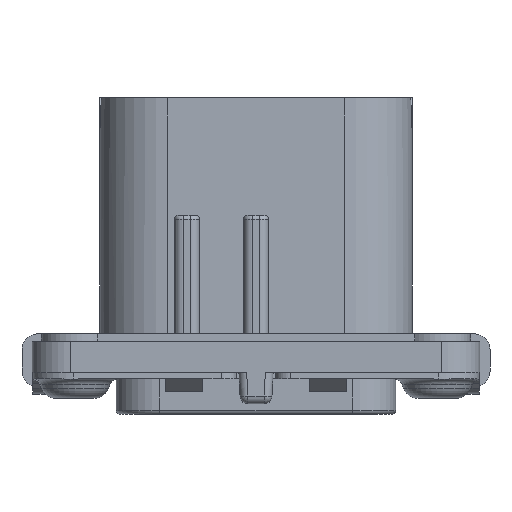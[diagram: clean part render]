
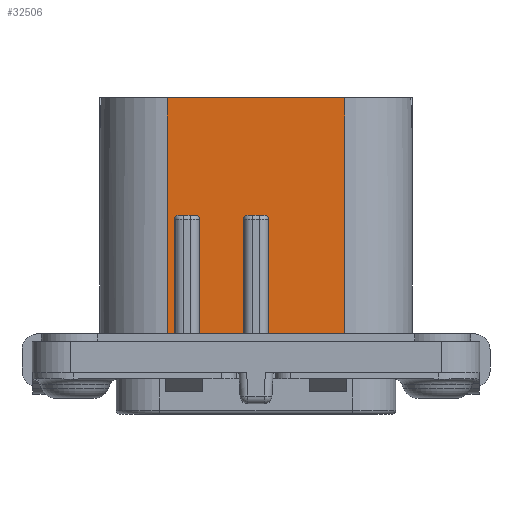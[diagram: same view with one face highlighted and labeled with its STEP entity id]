
A CAD part, front view. The second image highlights one B-rep face of the part: STEP entity #32506.
In plain terms, the highlighted planar face has unit normal (0, -1, 0).
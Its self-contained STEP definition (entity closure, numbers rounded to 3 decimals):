
#1463=DIRECTION('',(1.,0.,0.));
#1464=VECTOR('',#1463,4.9);
#1465=CARTESIAN_POINT('',(0.8,-9.,2.));
#1466=LINE('',#1465,#1464);
#1607=DIRECTION('',(1.,0.,0.));
#1608=VECTOR('',#1607,11.4);
#1609=CARTESIAN_POINT('',(-5.7,-9.,17.67));
#1610=LINE('',#1609,#1608);
#7555=DIRECTION('',(0.,0.,1.));
#7556=VECTOR('',#7555,7.87);
#7557=CARTESIAN_POINT('',(0.8,-9.,2.));
#7558=LINE('',#7557,#7556);
#7559=DIRECTION('',(1.,0.,0.));
#7560=VECTOR('',#7559,1.1);
#7561=CARTESIAN_POINT('',(-0.55,-9.,10.12));
#7562=LINE('',#7561,#7560);
#7563=DIRECTION('',(0.,0.,1.));
#7564=VECTOR('',#7563,7.87);
#7565=CARTESIAN_POINT('',(-0.8,-9.,2.));
#7566=LINE('',#7565,#7564);
#7567=DIRECTION('',(0.,0.,1.));
#7568=VECTOR('',#7567,7.87);
#7569=CARTESIAN_POINT('',(-3.65,-9.,2.));
#7570=LINE('',#7569,#7568);
#7571=DIRECTION('',(1.,0.,0.));
#7572=VECTOR('',#7571,1.1);
#7573=CARTESIAN_POINT('',(-5.,-9.,10.12));
#7574=LINE('',#7573,#7572);
#7575=DIRECTION('',(0.,0.,1.));
#7576=VECTOR('',#7575,7.87);
#7577=CARTESIAN_POINT('',(-5.25,-9.,2.));
#7578=LINE('',#7577,#7576);
#7579=DIRECTION('',(0.,0.,-1.));
#7580=VECTOR('',#7579,15.67);
#7581=CARTESIAN_POINT('',(-5.7,-9.,17.67));
#7582=LINE('',#7581,#7580);
#7583=DIRECTION('',(0.,0.,-1.));
#7584=VECTOR('',#7583,15.67);
#7585=CARTESIAN_POINT('',(5.7,-9.,17.67));
#7586=LINE('',#7585,#7584);
#7600=CARTESIAN_POINT('',(0.55,-9.,9.87));
#7601=DIRECTION('',(0.,1.,0.));
#7602=DIRECTION('',(0.,0.,1.));
#7603=AXIS2_PLACEMENT_3D('',#7600,#7601,#7602);
#7642=CARTESIAN_POINT('',(-0.55,-9.,9.87));
#7643=DIRECTION('',(0.,1.,0.));
#7644=DIRECTION('',(-1.,0.,0.));
#7645=AXIS2_PLACEMENT_3D('',#7642,#7643,#7644);
#7753=DIRECTION('',(1.,0.,0.));
#7754=VECTOR('',#7753,0.45);
#7755=CARTESIAN_POINT('',(-5.7,-9.,2.));
#7756=LINE('',#7755,#7754);
#7765=CARTESIAN_POINT('',(-5.,-9.,9.87));
#7766=DIRECTION('',(0.,1.,0.));
#7767=DIRECTION('',(-1.,0.,0.));
#7768=AXIS2_PLACEMENT_3D('',#7765,#7766,#7767);
#7797=CARTESIAN_POINT('',(-3.9,-9.,9.87));
#7798=DIRECTION('',(0.,1.,0.));
#7799=DIRECTION('',(0.,0.,1.));
#7800=AXIS2_PLACEMENT_3D('',#7797,#7798,#7799);
#7822=DIRECTION('',(1.,0.,0.));
#7823=VECTOR('',#7822,2.85);
#7824=CARTESIAN_POINT('',(-3.65,-9.,2.));
#7825=LINE('',#7824,#7823);
#18327=CARTESIAN_POINT('',(-5.7,-9.,17.67));
#18328=CARTESIAN_POINT('',(-5.7,-9.,2.));
#18329=VERTEX_POINT('',#18327);
#18330=VERTEX_POINT('',#18328);
#18331=CARTESIAN_POINT('',(5.7,-9.,17.67));
#18332=CARTESIAN_POINT('',(5.7,-9.,2.));
#18333=VERTEX_POINT('',#18331);
#18334=VERTEX_POINT('',#18332);
#18489=CARTESIAN_POINT('',(-5.25,-9.,2.));
#18490=VERTEX_POINT('',#18489);
#18491=CARTESIAN_POINT('',(-3.65,-9.,2.));
#18492=CARTESIAN_POINT('',(-0.8,-9.,2.));
#18493=VERTEX_POINT('',#18491);
#18494=VERTEX_POINT('',#18492);
#18495=CARTESIAN_POINT('',(0.8,-9.,2.));
#18496=VERTEX_POINT('',#18495);
#20942=CARTESIAN_POINT('',(-3.65,-9.,9.87));
#20944=VERTEX_POINT('',#20942);
#20946=CARTESIAN_POINT('',(-3.9,-9.,10.12));
#20948=VERTEX_POINT('',#20946);
#20969=CARTESIAN_POINT('',(-5.,-9.,10.12));
#20970=VERTEX_POINT('',#20969);
#20971=CARTESIAN_POINT('',(-5.25,-9.,9.87));
#20972=VERTEX_POINT('',#20971);
#20974=CARTESIAN_POINT('',(0.8,-9.,9.87));
#20976=VERTEX_POINT('',#20974);
#20978=CARTESIAN_POINT('',(0.55,-9.,10.12));
#20980=VERTEX_POINT('',#20978);
#20981=CARTESIAN_POINT('',(-0.55,-9.,10.12));
#20983=VERTEX_POINT('',#20981);
#20985=CARTESIAN_POINT('',(-0.8,-9.,9.87));
#20987=VERTEX_POINT('',#20985);
#32470=CARTESIAN_POINT('',(-10.05,-9.,2.));
#32471=DIRECTION('',(0.,-1.,0.));
#32472=DIRECTION('',(1.,0.,0.));
#32473=AXIS2_PLACEMENT_3D('',#32470,#32471,#32472);
#32474=PLANE('',#32473);
#32476=ORIENTED_EDGE('',*,*,#32475,.T.);
#32478=ORIENTED_EDGE('',*,*,#32477,.F.);
#32480=ORIENTED_EDGE('',*,*,#32479,.F.);
#32482=ORIENTED_EDGE('',*,*,#32481,.F.);
#32484=ORIENTED_EDGE('',*,*,#32483,.F.);
#32486=ORIENTED_EDGE('',*,*,#32485,.F.);
#32488=ORIENTED_EDGE('',*,*,#32487,.T.);
#32490=ORIENTED_EDGE('',*,*,#32489,.F.);
#32492=ORIENTED_EDGE('',*,*,#32491,.F.);
#32494=ORIENTED_EDGE('',*,*,#32493,.F.);
#32496=ORIENTED_EDGE('',*,*,#32495,.F.);
#32498=ORIENTED_EDGE('',*,*,#32497,.F.);
#32500=ORIENTED_EDGE('',*,*,#32499,.F.);
#32501=ORIENTED_EDGE('',*,*,#24141,.T.);
#32502=ORIENTED_EDGE('',*,*,#24110,.T.);
#32503=ORIENTED_EDGE('',*,*,#23937,.F.);
#32504=EDGE_LOOP('',(#32476,#32478,#32480,#32482,#32484,#32486,#32488,#32490,
#32492,#32494,#32496,#32498,#32500,#32501,#32502,#32503));
#32505=FACE_OUTER_BOUND('',#32504,.F.);
#32506=ADVANCED_FACE('',(#32505),#32474,.T.);
#7604=CIRCLE('',#7603,0.25);
#7646=CIRCLE('',#7645,0.25);
#7769=CIRCLE('',#7768,0.25);
#7801=CIRCLE('',#7800,0.25);
#23937=EDGE_CURVE('',#18496,#18334,#1466,.T.);
#24110=EDGE_CURVE('',#18333,#18334,#7586,.T.);
#24141=EDGE_CURVE('',#18329,#18333,#1610,.T.);
#32475=EDGE_CURVE('',#18496,#20976,#7558,.T.);
#32477=EDGE_CURVE('',#20980,#20976,#7604,.T.);
#32479=EDGE_CURVE('',#20983,#20980,#7562,.T.);
#32481=EDGE_CURVE('',#20987,#20983,#7646,.T.);
#32483=EDGE_CURVE('',#18494,#20987,#7566,.T.);
#32485=EDGE_CURVE('',#18493,#18494,#7825,.T.);
#32487=EDGE_CURVE('',#18493,#20944,#7570,.T.);
#32489=EDGE_CURVE('',#20948,#20944,#7801,.T.);
#32491=EDGE_CURVE('',#20970,#20948,#7574,.T.);
#32493=EDGE_CURVE('',#20972,#20970,#7769,.T.);
#32495=EDGE_CURVE('',#18490,#20972,#7578,.T.);
#32497=EDGE_CURVE('',#18330,#18490,#7756,.T.);
#32499=EDGE_CURVE('',#18329,#18330,#7582,.T.);
